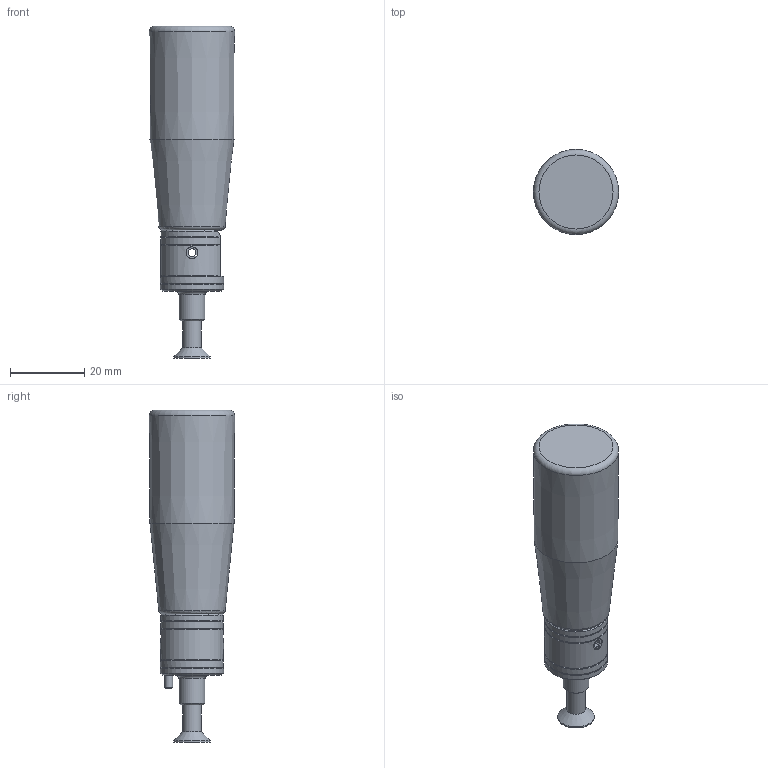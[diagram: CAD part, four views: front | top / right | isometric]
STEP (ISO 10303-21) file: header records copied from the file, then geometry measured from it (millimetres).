
FILE_DESCRIPTION( ( 'Unknown' ), '1' );
FILE_NAME( '6151005_MGR23x55.stp', 'Unknown', ( 'Unknown' ), ( 'Unknown' ), 'PSStep 11.0', 'Unknown', ' ' );
FILE_SCHEMA( ( 'AUTOMOTIVE_DESIGN { 1 0 10303 214 1 1 1 1 }' ) );
Length unit declared in the file: millimetre
Products named in the file (1): 1833030
Bounding box: 22.98 x 22.98 x 89.5 mm (x, y, z)
Volume: 21389.5 mm3; surface area: 10647 mm2
Topology: 1 solids, 1 shells, 116 faces, 294 edges, 181 vertices
Faces by surface type: plane 56, cylinder 28, cone 25, torus 5, sphere 1, bspline 1
Full cylindrical faces by diameter (mm): 2.2 x1, 3.2 x2, 3.5 x1, 4.134 x1, 5 x1, 6.4 x2, 6.5 x1, 7 x1, 8.2 x1, 9 x1, 9.9 x1, 10 x1, 10.7 x1, 12.15 x1, 17 x2
Entity records: 5389 total; most frequent: CARTESIAN_POINT 1925, DIRECTION 537, ORIENTED_EDGE 464, EDGE_CURVE 232, AXIS2_PLACEMENT_3D 220, EDGE_LOOP 173, VERTEX_POINT 159, FACE_OUTER_BOUND 139
